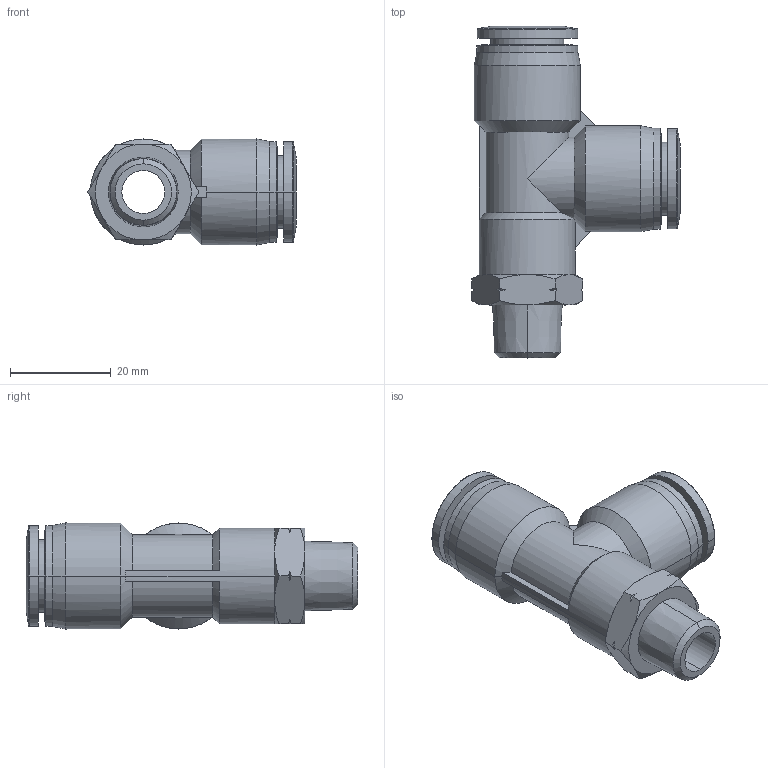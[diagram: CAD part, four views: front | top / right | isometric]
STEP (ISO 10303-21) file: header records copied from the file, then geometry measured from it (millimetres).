
FILE_DESCRIPTION (( 'STEP AP214' ), '1' );
FILE_NAME ('MRT12-14N.step', '2016-02-24T20:43:34', ( '' ), ( '' ), 'SwSTEP 2.0', 'SolidWorks 2015', '' );
FILE_SCHEMA (( 'AUTOMOTIVE_DESIGN' ));
Length unit declared in the file: inch
Products named in the file (1): MRT12-14N
Bounding box: 41.22 x 65.75 x 21 mm (x, y, z)
Volume: 15363 mm3; surface area: 9438.1 mm2
Topology: 1 solids, 1 shells, 111 faces, 281 edges, 176 vertices
Faces by surface type: cone 50, cylinder 31, plane 22, bspline 8
Entity records: 5042 total; most frequent: CARTESIAN_POINT 985, ORIENTED_EDGE 562, DIRECTION 529, EDGE_CURVE 281, AXIS2_PLACEMENT_3D 224, VERTEX_POINT 176, CIRCLE 120, EDGE_LOOP 119
